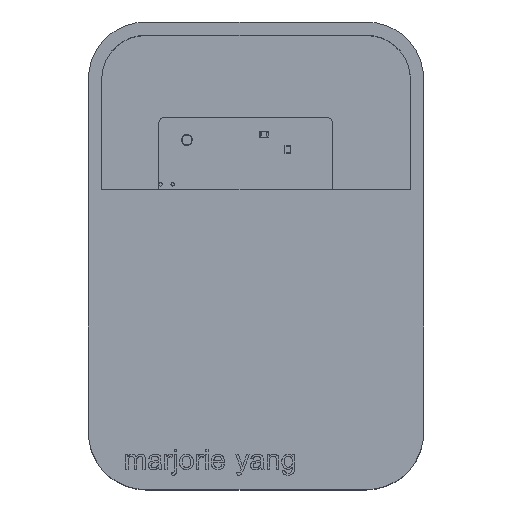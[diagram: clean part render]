
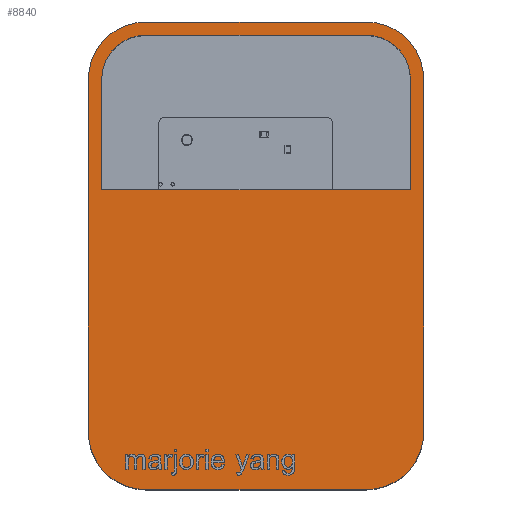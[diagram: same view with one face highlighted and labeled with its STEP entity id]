
A CAD part, top view. The second image highlights one B-rep face of the part: STEP entity #8840.
In plain terms, the highlighted planar face has unit normal (0, 0, 1).
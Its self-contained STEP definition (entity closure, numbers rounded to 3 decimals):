
#509=FACE_BOUND('',#1417,.T.);
#703=CIRCLE('',#9470,10.);
#704=CIRCLE('',#9473,13.);
#705=CIRCLE('',#9476,13.);
#706=CIRCLE('',#9478,13.);
#707=CIRCLE('',#9479,13.);
#708=CIRCLE('',#9480,10.);
#916=FACE_OUTER_BOUND('',#1416,.T.);
#1416=EDGE_LOOP('',(#6770,#6771,#6772,#6773,#6774,#6775,#6776,#6777));
#1417=EDGE_LOOP('',(#6778,#6779,#6780,#6781,#6782,#6783));
#2174=LINE('',#12473,#3061);
#2183=LINE('',#12502,#3070);
#2187=LINE('',#12511,#3074);
#2189=LINE('',#12518,#3076);
#2190=LINE('',#12522,#3077);
#2191=LINE('',#12525,#3078);
#2192=LINE('',#12529,#3079);
#2193=LINE('',#12530,#3080);
#3061=VECTOR('',#10647,10.);
#3070=VECTOR('',#10672,10.);
#3074=VECTOR('',#10682,10.);
#3076=VECTOR('',#10690,10.);
#3077=VECTOR('',#10693,10.);
#3078=VECTOR('',#10696,10.);
#3079=VECTOR('',#10699,10.);
#3080=VECTOR('',#10700,10.);
#3845=VERTEX_POINT('',#12470);
#3846=VERTEX_POINT('',#12472);
#3856=VERTEX_POINT('',#12495);
#3857=VERTEX_POINT('',#12499);
#3858=VERTEX_POINT('',#12501);
#3859=VERTEX_POINT('',#12505);
#3860=VERTEX_POINT('',#12509);
#3861=VERTEX_POINT('',#12513);
#3862=VERTEX_POINT('',#12517);
#3863=VERTEX_POINT('',#12519);
#3864=VERTEX_POINT('',#12521);
#3865=VERTEX_POINT('',#12524);
#3866=VERTEX_POINT('',#12526);
#3867=VERTEX_POINT('',#12528);
#4896=EDGE_CURVE('',#3846,#3845,#2174,.T.);
#4908=EDGE_CURVE('',#3845,#3856,#703,.T.);
#4910=EDGE_CURVE('',#3858,#3857,#2183,.T.);
#4913=EDGE_CURVE('',#3857,#3859,#704,.T.);
#4915=EDGE_CURVE('',#3859,#3860,#2187,.T.);
#4917=EDGE_CURVE('',#3860,#3861,#705,.T.);
#4918=EDGE_CURVE('',#3861,#3862,#2189,.T.);
#4919=EDGE_CURVE('',#3862,#3863,#706,.T.);
#4920=EDGE_CURVE('',#3863,#3864,#2190,.T.);
#4921=EDGE_CURVE('',#3864,#3858,#707,.T.);
#4922=EDGE_CURVE('',#3856,#3865,#2191,.T.);
#4923=EDGE_CURVE('',#3865,#3866,#708,.T.);
#4924=EDGE_CURVE('',#3866,#3867,#2192,.T.);
#4925=EDGE_CURVE('',#3867,#3846,#2193,.T.);
#6770=ORIENTED_EDGE('',*,*,#4918,.T.);
#6771=ORIENTED_EDGE('',*,*,#4919,.T.);
#6772=ORIENTED_EDGE('',*,*,#4920,.T.);
#6773=ORIENTED_EDGE('',*,*,#4921,.T.);
#6774=ORIENTED_EDGE('',*,*,#4910,.T.);
#6775=ORIENTED_EDGE('',*,*,#4913,.T.);
#6776=ORIENTED_EDGE('',*,*,#4915,.T.);
#6777=ORIENTED_EDGE('',*,*,#4917,.T.);
#6778=ORIENTED_EDGE('',*,*,#4896,.T.);
#6779=ORIENTED_EDGE('',*,*,#4908,.T.);
#6780=ORIENTED_EDGE('',*,*,#4922,.T.);
#6781=ORIENTED_EDGE('',*,*,#4923,.T.);
#6782=ORIENTED_EDGE('',*,*,#4924,.T.);
#6783=ORIENTED_EDGE('',*,*,#4925,.T.);
#8424=PLANE('',#9477);
#8840=ADVANCED_FACE('',(#916,#509),#8424,.T.);
#9470=AXIS2_PLACEMENT_3D('',#12497,#10667,#10668);
#9473=AXIS2_PLACEMENT_3D('',#12507,#10677,#10678);
#9476=AXIS2_PLACEMENT_3D('',#12515,#10686,#10687);
#9477=AXIS2_PLACEMENT_3D('',#12516,#10688,#10689);
#9478=AXIS2_PLACEMENT_3D('',#12520,#10691,#10692);
#9479=AXIS2_PLACEMENT_3D('',#12523,#10694,#10695);
#9480=AXIS2_PLACEMENT_3D('',#12527,#10697,#10698);
#10647=DIRECTION('',(0.,1.,0.));
#10667=DIRECTION('center_axis',(0.,0.,-1.));
#10668=DIRECTION('ref_axis',(0.,1.,0.));
#10672=DIRECTION('',(0.,1.,0.));
#10677=DIRECTION('center_axis',(0.,0.,1.));
#10678=DIRECTION('ref_axis',(1.,0.,0.));
#10682=DIRECTION('',(-1.,0.,0.));
#10686=DIRECTION('center_axis',(0.,0.,1.));
#10687=DIRECTION('ref_axis',(0.,1.,0.));
#10688=DIRECTION('center_axis',(0.,0.,1.));
#10689=DIRECTION('ref_axis',(1.,0.,0.));
#10690=DIRECTION('',(0.,-1.,0.));
#10691=DIRECTION('center_axis',(0.,0.,1.));
#10692=DIRECTION('ref_axis',(-1.,0.,0.));
#10693=DIRECTION('',(1.,0.,0.));
#10694=DIRECTION('center_axis',(0.,0.,1.));
#10695=DIRECTION('ref_axis',(0.,-1.,0.));
#10696=DIRECTION('',(1.,0.,0.));
#10697=DIRECTION('center_axis',(0.,0.,-1.));
#10698=DIRECTION('ref_axis',(1.,0.,0.));
#10699=DIRECTION('',(0.,-1.,0.));
#10700=DIRECTION('',(-1.,0.,0.));
#12470=CARTESIAN_POINT('',(95.,-60.,45.));
#12472=CARTESIAN_POINT('',(95.,-85.,45.));
#12473=CARTESIAN_POINT('',(95.,-60.,45.));
#12495=CARTESIAN_POINT('',(105.,-50.,45.));
#12497=CARTESIAN_POINT('Origin',(105.,-60.,45.));
#12499=CARTESIAN_POINT('',(168.,-60.,45.));
#12501=CARTESIAN_POINT('',(168.,-140.,45.));
#12502=CARTESIAN_POINT('',(168.,-140.,45.));
#12505=CARTESIAN_POINT('',(155.,-47.,45.));
#12507=CARTESIAN_POINT('Origin',(155.,-60.,45.));
#12509=CARTESIAN_POINT('',(105.,-47.,45.));
#12511=CARTESIAN_POINT('',(155.,-47.,45.));
#12513=CARTESIAN_POINT('',(92.,-60.,45.));
#12515=CARTESIAN_POINT('Origin',(105.,-60.,45.));
#12516=CARTESIAN_POINT('Origin',(130.,-100.,45.));
#12517=CARTESIAN_POINT('',(92.,-140.,45.));
#12518=CARTESIAN_POINT('',(92.,-60.,45.));
#12519=CARTESIAN_POINT('',(105.,-153.,45.));
#12520=CARTESIAN_POINT('Origin',(105.,-140.,45.));
#12521=CARTESIAN_POINT('',(155.,-153.,45.));
#12522=CARTESIAN_POINT('',(105.,-153.,45.));
#12523=CARTESIAN_POINT('Origin',(155.,-140.,45.));
#12524=CARTESIAN_POINT('',(155.,-50.,45.));
#12525=CARTESIAN_POINT('',(155.,-50.,45.));
#12526=CARTESIAN_POINT('',(165.,-60.,45.));
#12527=CARTESIAN_POINT('Origin',(155.,-60.,45.));
#12528=CARTESIAN_POINT('',(165.,-85.,45.));
#12529=CARTESIAN_POINT('',(165.,-140.,45.));
#12530=CARTESIAN_POINT('',(100.,-85.,45.));
